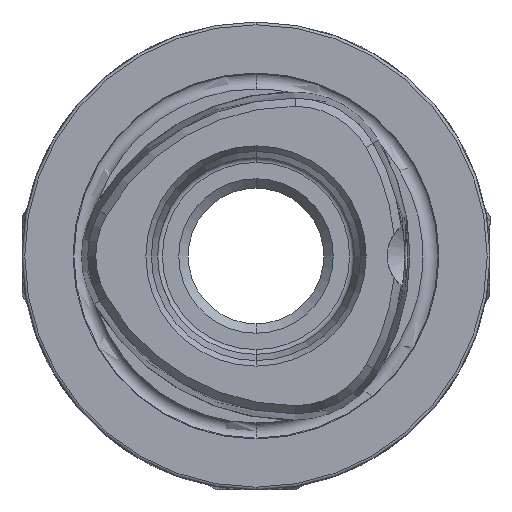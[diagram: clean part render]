
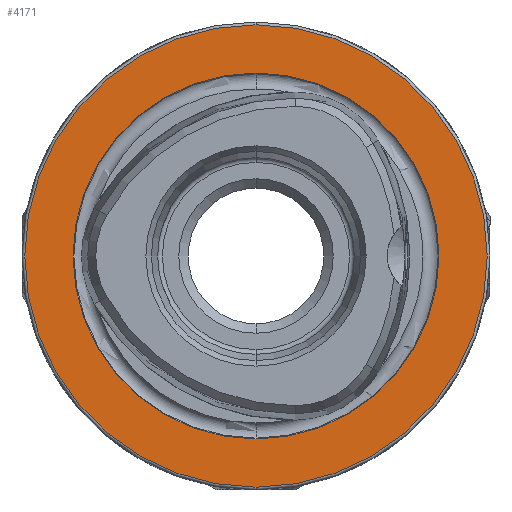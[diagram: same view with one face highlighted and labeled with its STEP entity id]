
A CAD part, left-side view. The second image highlights one B-rep face of the part: STEP entity #4171.
In plain terms, the highlighted planar face has unit normal (-1, 0, 0).
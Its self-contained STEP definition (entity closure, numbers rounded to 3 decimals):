
#45 = EDGE_LOOP ( 'NONE', ( #6876, #3898 ) ) ;
#211 = DIRECTION ( 'NONE',  ( 0., 0., -1. ) ) ;
#527 = DIRECTION ( 'NONE',  ( 0., 0., 1. ) ) ;
#660 = EDGE_LOOP ( 'NONE', ( #2291, #5673 ) ) ;
#676 = CIRCLE ( 'NONE', #746, 24.7 ) ;
#696 = VERTEX_POINT ( 'NONE', #5381 ) ;
#722 = AXIS2_PLACEMENT_3D ( 'NONE', #3860, #7358, #3267 ) ;
#746 = AXIS2_PLACEMENT_3D ( 'NONE', #3173, #5515, #1443 ) ;
#958 = CIRCLE ( 'NONE', #962, 19.55 ) ;
#962 = AXIS2_PLACEMENT_3D ( 'NONE', #2617, #4952, #5533 ) ;
#1039 = CARTESIAN_POINT ( 'NONE',  ( 0., 0., -24.7 ) ) ;
#1211 = AXIS2_PLACEMENT_3D ( 'NONE', #5139, #4539, #527 ) ;
#1443 = DIRECTION ( 'NONE',  ( 0., 0., 1. ) ) ;
#1550 = VERTEX_POINT ( 'NONE', #1039 ) ;
#1587 = AXIS2_PLACEMENT_3D ( 'NONE', #1594, #3039, #211 ) ;
#1594 = CARTESIAN_POINT ( 'NONE',  ( 0., 19.55, 0. ) ) ;
#1764 = FACE_OUTER_BOUND ( 'NONE', #660, .T. ) ;
#1861 = CARTESIAN_POINT ( 'NONE',  ( 0., 0., 19.55 ) ) ;
#2030 = VERTEX_POINT ( 'NONE', #7192 ) ;
#2291 = ORIENTED_EDGE ( 'NONE', *, *, #5097, .T. ) ;
#2617 = CARTESIAN_POINT ( 'NONE',  ( 0., 0., 0. ) ) ;
#3022 = PLANE ( 'NONE',  #1587 ) ;
#3039 = DIRECTION ( 'NONE',  ( 1., 0., 0. ) ) ;
#3173 = CARTESIAN_POINT ( 'NONE',  ( 0., 0., 0. ) ) ;
#3219 = FACE_BOUND ( 'NONE', #45, .T. ) ;
#3267 = DIRECTION ( 'NONE',  ( 0., 0., 1. ) ) ;
#3579 = VERTEX_POINT ( 'NONE', #1861 ) ;
#3860 = CARTESIAN_POINT ( 'NONE',  ( 0., 0., 0. ) ) ;
#3898 = ORIENTED_EDGE ( 'NONE', *, *, #5322, .F. ) ;
#3988 = CIRCLE ( 'NONE', #722, 19.55 ) ;
#4171 = ADVANCED_FACE ( 'NONE', ( #3219, #1764 ), #3022, .F. ) ;
#4179 = CIRCLE ( 'NONE', #1211, 24.7 ) ;
#4539 = DIRECTION ( 'NONE',  ( -1., 0., 0. ) ) ;
#4952 = DIRECTION ( 'NONE',  ( -1., 0., 0. ) ) ;
#5097 = EDGE_CURVE ( 'NONE', #2030, #1550, #4179, .T. ) ;
#5139 = CARTESIAN_POINT ( 'NONE',  ( 0., 0., 0. ) ) ;
#5322 = EDGE_CURVE ( 'NONE', #696, #3579, #958, .T. ) ;
#5381 = CARTESIAN_POINT ( 'NONE',  ( 0., 0., -19.55 ) ) ;
#5417 = EDGE_CURVE ( 'NONE', #1550, #2030, #676, .T. ) ;
#5450 = EDGE_CURVE ( 'NONE', #3579, #696, #3988, .T. ) ;
#5515 = DIRECTION ( 'NONE',  ( -1., 0., 0. ) ) ;
#5533 = DIRECTION ( 'NONE',  ( 0., 0., 1. ) ) ;
#5673 = ORIENTED_EDGE ( 'NONE', *, *, #5417, .T. ) ;
#6876 = ORIENTED_EDGE ( 'NONE', *, *, #5450, .F. ) ;
#7192 = CARTESIAN_POINT ( 'NONE',  ( 0., 0., 24.7 ) ) ;
#7358 = DIRECTION ( 'NONE',  ( -1., 0., 0. ) ) ;
